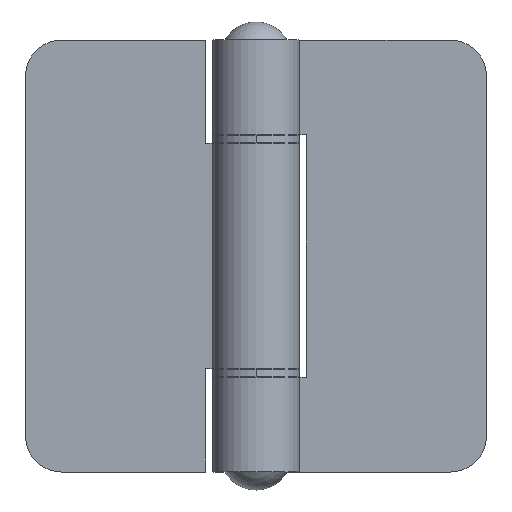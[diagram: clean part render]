
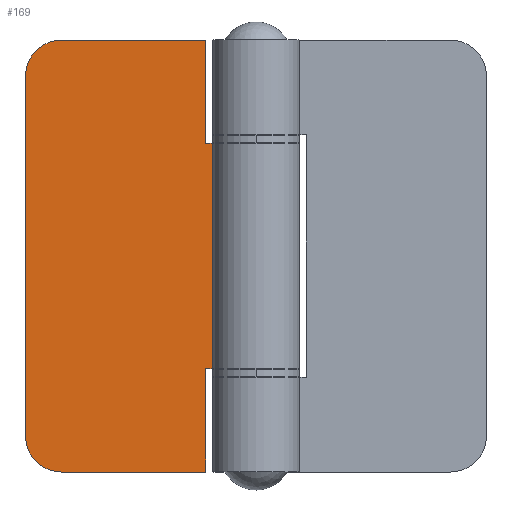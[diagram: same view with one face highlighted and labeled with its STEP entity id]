
A CAD part, top view. The second image highlights one B-rep face of the part: STEP entity #169.
In plain terms, the highlighted planar face has unit normal (0, 0, 1).
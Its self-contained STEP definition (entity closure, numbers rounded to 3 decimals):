
#15 = VERTEX_POINT ( 'NONE', #511 ) ;
#18 = EDGE_CURVE ( 'NONE', #15, #31, #510, .T. ) ;
#29 = VERTEX_POINT ( 'NONE', #549 ) ;
#31 = VERTEX_POINT ( 'NONE', #544 ) ;
#32 = EDGE_CURVE ( 'NONE', #31, #29, #543, .T. ) ;
#82 = VERTEX_POINT ( 'NONE', #646 ) ;
#90 = EDGE_CURVE ( 'NONE', #116, #82, #636, .T. ) ;
#116 = VERTEX_POINT ( 'NONE', #661 ) ;
#121 = EDGE_CURVE ( 'NONE', #122, #116, #656, .T. ) ;
#122 = VERTEX_POINT ( 'NONE', #718 ) ;
#139 = EDGE_CURVE ( 'NONE', #140, #82, #697, .T. ) ;
#140 = VERTEX_POINT ( 'NONE', #693 ) ;
#146 = EDGE_CURVE ( 'NONE', #149, #15, #752, .T. ) ;
#148 = EDGE_CURVE ( 'NONE', #140, #188, #744, .T. ) ;
#149 = VERTEX_POINT ( 'NONE', #739 ) ;
#165 = EDGE_CURVE ( 'NONE', #181, #149, #774, .T. ) ;
#166 = ORIENTED_EDGE ( 'NONE', *, *, #172, .T. ) ;
#167 = ORIENTED_EDGE ( 'NONE', *, *, #148, .F. ) ;
#168 = ORIENTED_EDGE ( 'NONE', *, *, #165, .F. ) ;
#169 = ADVANCED_FACE ( 'NONE', ( #769 ), #768, .F. ) ;
#171 = EDGE_LOOP ( 'NONE', ( #168, #166, #167, #195, #196, #197, #198, #200, #201, #202 ) ) ;
#172 = EDGE_CURVE ( 'NONE', #181, #188, #763, .T. ) ;
#181 = VERTEX_POINT ( 'NONE', #800 ) ;
#188 = VERTEX_POINT ( 'NONE', #798 ) ;
#195 = ORIENTED_EDGE ( 'NONE', *, *, #139, .T. ) ;
#196 = ORIENTED_EDGE ( 'NONE', *, *, #90, .F. ) ;
#197 = ORIENTED_EDGE ( 'NONE', *, *, #121, .F. ) ;
#198 = ORIENTED_EDGE ( 'NONE', *, *, #199, .F. ) ;
#199 = EDGE_CURVE ( 'NONE', #29, #122, #844, .T. ) ;
#200 = ORIENTED_EDGE ( 'NONE', *, *, #32, .F. ) ;
#201 = ORIENTED_EDGE ( 'NONE', *, *, #18, .F. ) ;
#202 = ORIENTED_EDGE ( 'NONE', *, *, #146, .F. ) ;
#507 = DIRECTION ( 'NONE',  ( 0., -1., 0. ) ) ;
#508 = VECTOR ( 'NONE', #507, 1000. ) ;
#509 = CARTESIAN_POINT ( 'NONE',  ( -7., 30., -3. ) ) ;
#510 = LINE ( 'NONE', #509, #508 ) ;
#511 = CARTESIAN_POINT ( 'NONE',  ( -7., 30., -3. ) ) ;
#540 = DIRECTION ( 'NONE',  ( 1., 0., 0. ) ) ;
#541 = VECTOR ( 'NONE', #540, 1000. ) ;
#542 = CARTESIAN_POINT ( 'NONE',  ( -32., 15.65, -3. ) ) ;
#543 = LINE ( 'NONE', #542, #541 ) ;
#544 = CARTESIAN_POINT ( 'NONE',  ( -7., 15.65, -3. ) ) ;
#549 = CARTESIAN_POINT ( 'NONE',  ( -5.196, 15.65, -3. ) ) ;
#633 = DIRECTION ( 'NONE',  ( 0., -1., 0. ) ) ;
#634 = VECTOR ( 'NONE', #633, 1000. ) ;
#635 = CARTESIAN_POINT ( 'NONE',  ( -7., 30., -3. ) ) ;
#636 = LINE ( 'NONE', #635, #634 ) ;
#646 = CARTESIAN_POINT ( 'NONE',  ( -7., -30., -3. ) ) ;
#653 = VECTOR ( 'NONE', #719, 1000. ) ;
#654 = CARTESIAN_POINT ( 'NONE',  ( -32., -15.65, -3. ) ) ;
#656 = LINE ( 'NONE', #654, #653 ) ;
#661 = CARTESIAN_POINT ( 'NONE',  ( -7., -15.65, -3. ) ) ;
#693 = CARTESIAN_POINT ( 'NONE',  ( -27., -30., -3. ) ) ;
#694 = DIRECTION ( 'NONE',  ( 1., 0., 0. ) ) ;
#695 = VECTOR ( 'NONE', #694, 1000. ) ;
#696 = CARTESIAN_POINT ( 'NONE',  ( -32., -30., -3. ) ) ;
#697 = LINE ( 'NONE', #696, #695 ) ;
#718 = CARTESIAN_POINT ( 'NONE',  ( -5.196, -15.65, -3. ) ) ;
#719 = DIRECTION ( 'NONE',  ( -1., 0., 0. ) ) ;
#739 = CARTESIAN_POINT ( 'NONE',  ( -27., 30., -3. ) ) ;
#740 = DIRECTION ( 'NONE',  ( -1., 0., 0. ) ) ;
#741 = DIRECTION ( 'NONE',  ( 0., 0., -1. ) ) ;
#742 = CARTESIAN_POINT ( 'NONE',  ( -27., -25., -3. ) ) ;
#743 = AXIS2_PLACEMENT_3D ( 'NONE', #742, #741, #740 ) ;
#744 = CIRCLE ( 'NONE', #743, 5. ) ;
#749 = DIRECTION ( 'NONE',  ( 1., 0., 0. ) ) ;
#750 = VECTOR ( 'NONE', #749, 1000. ) ;
#751 = CARTESIAN_POINT ( 'NONE',  ( -32., 30., -3. ) ) ;
#752 = LINE ( 'NONE', #751, #750 ) ;
#760 = DIRECTION ( 'NONE',  ( 0., -1., 0. ) ) ;
#761 = VECTOR ( 'NONE', #760, 1000. ) ;
#762 = CARTESIAN_POINT ( 'NONE',  ( -32., 30., -3. ) ) ;
#763 = LINE ( 'NONE', #762, #761 ) ;
#764 = DIRECTION ( 'NONE',  ( -1., 0., 0. ) ) ;
#765 = DIRECTION ( 'NONE',  ( 0., 0., -1. ) ) ;
#766 = CARTESIAN_POINT ( 'NONE',  ( -32., 30., -3. ) ) ;
#767 = AXIS2_PLACEMENT_3D ( 'NONE', #766, #765, #764 ) ;
#768 = PLANE ( 'NONE',  #767 ) ;
#769 = FACE_OUTER_BOUND ( 'NONE', #171, .T. ) ;
#770 = DIRECTION ( 'NONE',  ( -1., 0., 0. ) ) ;
#771 = DIRECTION ( 'NONE',  ( 0., 0., -1. ) ) ;
#772 = CARTESIAN_POINT ( 'NONE',  ( -27., 25., -3. ) ) ;
#773 = AXIS2_PLACEMENT_3D ( 'NONE', #772, #771, #770 ) ;
#774 = CIRCLE ( 'NONE', #773, 5. ) ;
#798 = CARTESIAN_POINT ( 'NONE',  ( -32., -25., -3. ) ) ;
#800 = CARTESIAN_POINT ( 'NONE',  ( -32., 25., -3. ) ) ;
#841 = DIRECTION ( 'NONE',  ( 0., -1., 0. ) ) ;
#842 = VECTOR ( 'NONE', #841, 1000. ) ;
#843 = CARTESIAN_POINT ( 'NONE',  ( -5.196, 30., -3. ) ) ;
#844 = LINE ( 'NONE', #843, #842 ) ;
